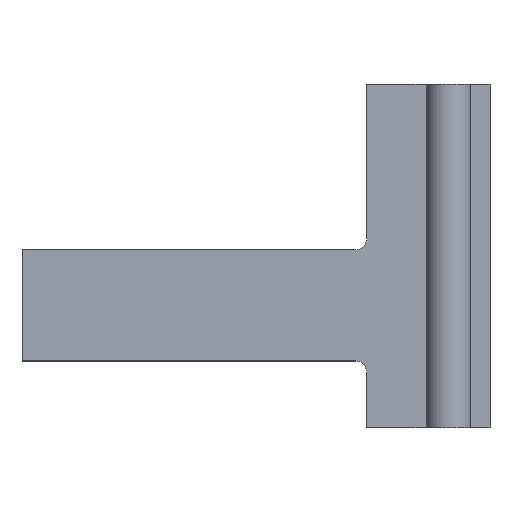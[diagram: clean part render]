
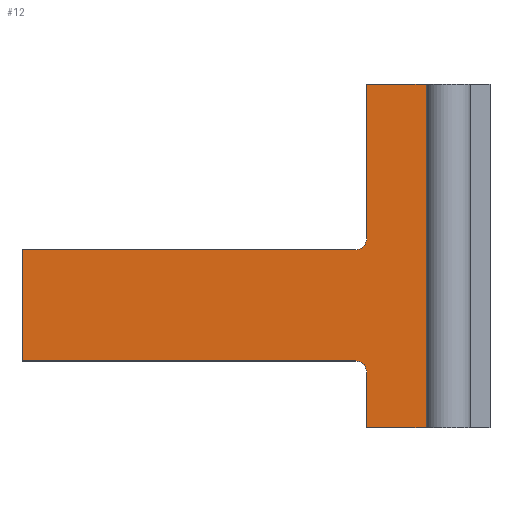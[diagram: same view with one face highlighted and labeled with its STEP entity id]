
A CAD part, top view. The second image highlights one B-rep face of the part: STEP entity #12.
In plain terms, the highlighted planar face has unit normal (0, 0, 1).
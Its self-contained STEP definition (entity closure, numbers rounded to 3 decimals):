
#6 = ORIENTED_EDGE ( 'NONE', *, *, #714, .T. ) ;
#9 = LINE ( 'NONE', #247, #672 ) ;
#11 = CIRCLE ( 'NONE', #402, 0.5 ) ;
#12 = ADVANCED_FACE ( 'NONE', ( #719 ), #245, .T. ) ;
#26 = VECTOR ( 'NONE', #60, 1000. ) ;
#30 = CARTESIAN_POINT ( 'NONE',  ( -6.05, 3., 4. ) ) ;
#35 = ORIENTED_EDGE ( 'NONE', *, *, #355, .T. ) ;
#51 = CARTESIAN_POINT ( 'NONE',  ( -5.55, 0., 4. ) ) ;
#60 = DIRECTION ( 'NONE',  ( -1., 0., 0. ) ) ;
#64 = VERTEX_POINT ( 'NONE', #549 ) ;
#73 = EDGE_CURVE ( 'NONE', #518, #703, #438, .T. ) ;
#80 = DIRECTION ( 'NONE',  ( 1., 0., 0. ) ) ;
#84 = CARTESIAN_POINT ( 'NONE',  ( -2.875, 0., 4. ) ) ;
#113 = CARTESIAN_POINT ( 'NONE',  ( -5.55, 2.5, 4. ) ) ;
#118 = ORIENTED_EDGE ( 'NONE', *, *, #608, .F. ) ;
#124 = LINE ( 'NONE', #327, #268 ) ;
#150 = CARTESIAN_POINT ( 'NONE',  ( -2.875, 15.45, 4. ) ) ;
#163 = CARTESIAN_POINT ( 'NONE',  ( -6.05, 3., 4. ) ) ;
#164 = VERTEX_POINT ( 'NONE', #84 ) ;
#168 = LINE ( 'NONE', #408, #463 ) ;
#177 = VERTEX_POINT ( 'NONE', #150 ) ;
#185 = DIRECTION ( 'NONE',  ( 0., -1., 0. ) ) ;
#198 = VECTOR ( 'NONE', #234, 1000. ) ;
#217 = VERTEX_POINT ( 'NONE', #285 ) ;
#234 = DIRECTION ( 'NONE',  ( 1., 0., 0. ) ) ;
#236 = AXIS2_PLACEMENT_3D ( 'NONE', #301, #654, #547 ) ;
#242 = CARTESIAN_POINT ( 'NONE',  ( -5.55, 0., 4. ) ) ;
#245 = PLANE ( 'NONE',  #315 ) ;
#247 = CARTESIAN_POINT ( 'NONE',  ( -2.875, 15.45, 4. ) ) ;
#250 = DIRECTION ( 'NONE',  ( 0., 0., -1. ) ) ;
#268 = VECTOR ( 'NONE', #185, 1000. ) ;
#285 = CARTESIAN_POINT ( 'NONE',  ( -6.05, 8., 4. ) ) ;
#301 = CARTESIAN_POINT ( 'NONE',  ( -6.05, 2.5, 4. ) ) ;
#305 = CARTESIAN_POINT ( 'NONE',  ( -6.05, 8.5, 4. ) ) ;
#315 = AXIS2_PLACEMENT_3D ( 'NONE', #305, #592, #80 ) ;
#327 = CARTESIAN_POINT ( 'NONE',  ( -5.55, 8.5, 4. ) ) ;
#331 = CARTESIAN_POINT ( 'NONE',  ( -21.05, 3., 4. ) ) ;
#340 = EDGE_CURVE ( 'NONE', #699, #164, #589, .T. ) ;
#353 = VERTEX_POINT ( 'NONE', #113 ) ;
#355 = EDGE_CURVE ( 'NONE', #217, #518, #168, .T. ) ;
#362 = CARTESIAN_POINT ( 'NONE',  ( -21.05, 3., 4. ) ) ;
#370 = LINE ( 'NONE', #606, #26 ) ;
#389 = DIRECTION ( 'NONE',  ( 0., -1., 0. ) ) ;
#397 = ORIENTED_EDGE ( 'NONE', *, *, #738, .T. ) ;
#402 = AXIS2_PLACEMENT_3D ( 'NONE', #540, #250, #586 ) ;
#408 = CARTESIAN_POINT ( 'NONE',  ( -6.05, 8., 4. ) ) ;
#425 = DIRECTION ( 'NONE',  ( 0., -1., 0. ) ) ;
#435 = ORIENTED_EDGE ( 'NONE', *, *, #559, .T. ) ;
#436 = CARTESIAN_POINT ( 'NONE',  ( -21.05, 8., 4. ) ) ;
#438 = LINE ( 'NONE', #331, #524 ) ;
#442 = EDGE_CURVE ( 'NONE', #353, #699, #574, .T. ) ;
#460 = DIRECTION ( 'NONE',  ( 1., 0., 0. ) ) ;
#462 = EDGE_CURVE ( 'NONE', #703, #596, #691, .T. ) ;
#463 = VECTOR ( 'NONE', #698, 1000. ) ;
#488 = VECTOR ( 'NONE', #460, 1000. ) ;
#502 = ORIENTED_EDGE ( 'NONE', *, *, #442, .T. ) ;
#509 = VERTEX_POINT ( 'NONE', #560 ) ;
#518 = VERTEX_POINT ( 'NONE', #436 ) ;
#524 = VECTOR ( 'NONE', #389, 1000. ) ;
#540 = CARTESIAN_POINT ( 'NONE',  ( -6.05, 8.5, 4. ) ) ;
#547 = DIRECTION ( 'NONE',  ( -1., 0., 0. ) ) ;
#549 = CARTESIAN_POINT ( 'NONE',  ( -5.55, 15.45, 4. ) ) ;
#559 = EDGE_CURVE ( 'NONE', #64, #509, #124, .T. ) ;
#560 = CARTESIAN_POINT ( 'NONE',  ( -5.55, 8.5, 4. ) ) ;
#566 = CIRCLE ( 'NONE', #236, 0.5 ) ;
#572 = ORIENTED_EDGE ( 'NONE', *, *, #73, .T. ) ;
#574 = LINE ( 'NONE', #51, #605 ) ;
#585 = DIRECTION ( 'NONE',  ( 0., -1., 0. ) ) ;
#586 = DIRECTION ( 'NONE',  ( 1., 0., 0. ) ) ;
#589 = LINE ( 'NONE', #242, #488 ) ;
#592 = DIRECTION ( 'NONE',  ( 0., 0., 1. ) ) ;
#596 = VERTEX_POINT ( 'NONE', #30 ) ;
#599 = ORIENTED_EDGE ( 'NONE', *, *, #735, .T. ) ;
#605 = VECTOR ( 'NONE', #585, 1000. ) ;
#606 = CARTESIAN_POINT ( 'NONE',  ( -5.55, 15.45, 4. ) ) ;
#608 = EDGE_CURVE ( 'NONE', #177, #164, #9, .T. ) ;
#632 = ORIENTED_EDGE ( 'NONE', *, *, #340, .T. ) ;
#634 = ORIENTED_EDGE ( 'NONE', *, *, #462, .T. ) ;
#654 = DIRECTION ( 'NONE',  ( 0., 0., -1. ) ) ;
#672 = VECTOR ( 'NONE', #425, 1000. ) ;
#675 = EDGE_LOOP ( 'NONE', ( #118, #397, #435, #6, #35, #572, #634, #599, #502, #632 ) ) ;
#691 = LINE ( 'NONE', #163, #198 ) ;
#698 = DIRECTION ( 'NONE',  ( -1., 0., 0. ) ) ;
#699 = VERTEX_POINT ( 'NONE', #718 ) ;
#703 = VERTEX_POINT ( 'NONE', #362 ) ;
#714 = EDGE_CURVE ( 'NONE', #509, #217, #11, .T. ) ;
#718 = CARTESIAN_POINT ( 'NONE',  ( -5.55, 0., 4. ) ) ;
#719 = FACE_OUTER_BOUND ( 'NONE', #675, .T. ) ;
#735 = EDGE_CURVE ( 'NONE', #596, #353, #566, .T. ) ;
#738 = EDGE_CURVE ( 'NONE', #177, #64, #370, .T. ) ;
